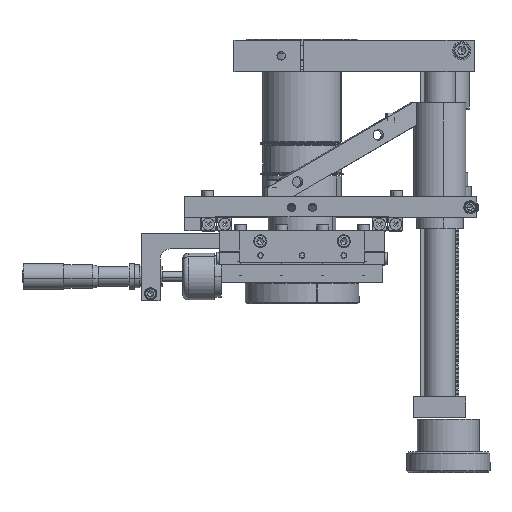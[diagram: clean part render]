
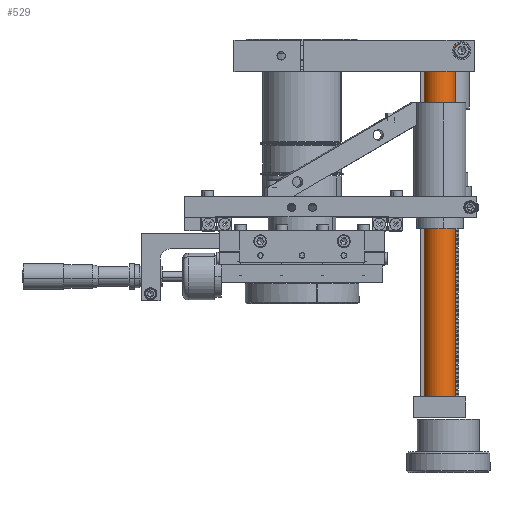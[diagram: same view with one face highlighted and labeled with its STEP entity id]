
A CAD part, top view. The second image highlights one B-rep face of the part: STEP entity #529.
In plain terms, the highlighted cylindrical face has radius 9.525 mm (diameter 19.05 mm), a partial arc.
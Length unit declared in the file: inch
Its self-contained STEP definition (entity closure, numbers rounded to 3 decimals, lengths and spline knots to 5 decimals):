
#446 = LINE ( 'NONE', #12477, #22704 ) ;
#529 = ADVANCED_FACE ( 'NONE', ( #54622 ), #28812, .T. ) ;
#1022 = EDGE_CURVE ( 'NONE', #48393, #25319, #446, .T. ) ;
#1414 = DIRECTION ( 'NONE',  ( 0., -1., 0. ) ) ;
#2613 = VERTEX_POINT ( 'NONE', #41241 ) ;
#4797 = CIRCLE ( 'NONE', #7063, 0.375 ) ;
#7063 = AXIS2_PLACEMENT_3D ( 'NONE', #35617, #67435, #62467 ) ;
#12477 = CARTESIAN_POINT ( 'NONE',  ( 2.92501, -8.56, 1.25218 ) ) ;
#13567 = LINE ( 'NONE', #61998, #25208 ) ;
#13681 = EDGE_CURVE ( 'NONE', #59979, #25319, #53625, .T. ) ;
#14784 = AXIS2_PLACEMENT_3D ( 'NONE', #69591, #23160, #34470 ) ;
#22704 = VECTOR ( 'NONE', #38638, 39.37008 ) ;
#23160 = DIRECTION ( 'NONE',  ( 0., 1., 0. ) ) ;
#24094 = EDGE_LOOP ( 'NONE', ( #42889, #69490, #25852, #60454 ) ) ;
#25208 = VECTOR ( 'NONE', #35835, 39.37008 ) ;
#25319 = VERTEX_POINT ( 'NONE', #65375 ) ;
#25852 = ORIENTED_EDGE ( 'NONE', *, *, #43196, .T. ) ;
#28812 = CYLINDRICAL_SURFACE ( 'NONE', #14784, 0.375 ) ;
#29891 = CARTESIAN_POINT ( 'NONE',  ( 3.67499, -0.02, 1.24782 ) ) ;
#34470 = DIRECTION ( 'NONE',  ( 1., 0., -0.006 ) ) ;
#35617 = CARTESIAN_POINT ( 'NONE',  ( 3.3, -8.56, 1.25 ) ) ;
#35835 = DIRECTION ( 'NONE',  ( 0., 1., 0. ) ) ;
#36180 = CARTESIAN_POINT ( 'NONE',  ( 2.92501, -8.56, 1.25218 ) ) ;
#37978 = EDGE_CURVE ( 'NONE', #2613, #48393, #4797, .T. ) ;
#38638 = DIRECTION ( 'NONE',  ( 0., 1., 0. ) ) ;
#38942 = AXIS2_PLACEMENT_3D ( 'NONE', #55176, #1414, #44551 ) ;
#41241 = CARTESIAN_POINT ( 'NONE',  ( 3.67499, -8.56, 1.24782 ) ) ;
#42889 = ORIENTED_EDGE ( 'NONE', *, *, #1022, .F. ) ;
#43196 = EDGE_CURVE ( 'NONE', #2613, #59979, #13567, .T. ) ;
#44551 = DIRECTION ( 'NONE',  ( -1., 0., 0.006 ) ) ;
#48393 = VERTEX_POINT ( 'NONE', #36180 ) ;
#53625 = CIRCLE ( 'NONE', #38942, 0.375 ) ;
#54622 = FACE_OUTER_BOUND ( 'NONE', #24094, .T. ) ;
#55176 = CARTESIAN_POINT ( 'NONE',  ( 3.3, -0.02, 1.25 ) ) ;
#59979 = VERTEX_POINT ( 'NONE', #29891 ) ;
#60454 = ORIENTED_EDGE ( 'NONE', *, *, #13681, .T. ) ;
#61998 = CARTESIAN_POINT ( 'NONE',  ( 3.67499, -8.56, 1.24782 ) ) ;
#62467 = DIRECTION ( 'NONE',  ( -1., 0., 0.006 ) ) ;
#65375 = CARTESIAN_POINT ( 'NONE',  ( 2.92501, -0.02, 1.25218 ) ) ;
#67435 = DIRECTION ( 'NONE',  ( 0., -1., 0. ) ) ;
#69490 = ORIENTED_EDGE ( 'NONE', *, *, #37978, .F. ) ;
#69591 = CARTESIAN_POINT ( 'NONE',  ( 3.3, -8.56, 1.25 ) ) ;
